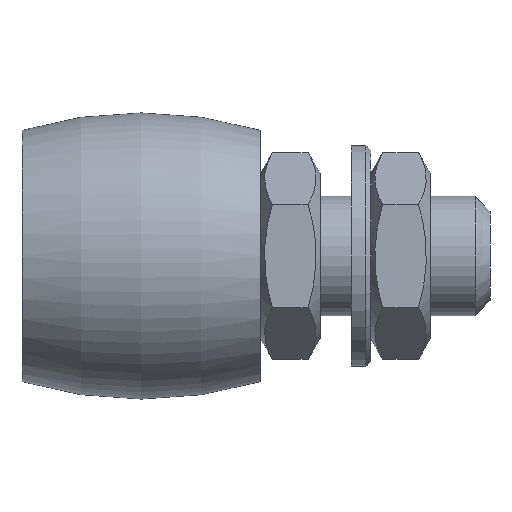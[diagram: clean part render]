
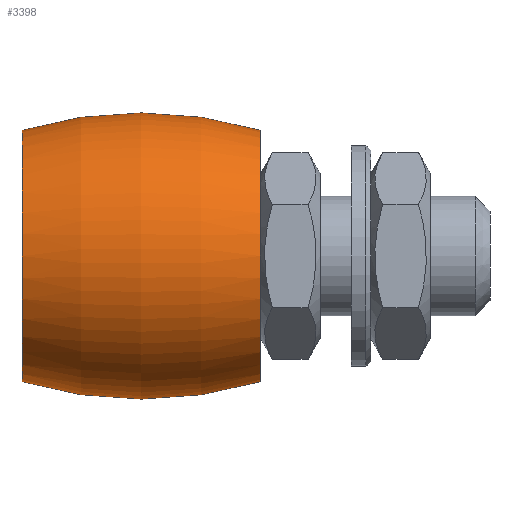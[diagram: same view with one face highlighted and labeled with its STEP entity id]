
A CAD part, left-side view. The second image highlights one B-rep face of the part: STEP entity #3398.
In plain terms, the highlighted toroidal (fillet/blend) face has major radius 46 mm and minor radius 70 mm.
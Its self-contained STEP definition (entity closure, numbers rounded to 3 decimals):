
#91 = AXIS2_PLACEMENT_3D ( 'NONE', #336, #2198, #3255 ) ;
#100 = CARTESIAN_POINT ( 'NONE',  ( 0., 20., -46. ) ) ;
#110 = AXIS2_PLACEMENT_3D ( 'NONE', #2541, #942, #2528 ) ;
#336 = CARTESIAN_POINT ( 'NONE',  ( 0., 40., 0. ) ) ;
#626 = DIRECTION ( 'NONE',  ( 0., 0., 1. ) ) ;
#689 = CARTESIAN_POINT ( 'NONE',  ( 0., 20., 46. ) ) ;
#703 = EDGE_CURVE ( 'NONE', #1975, #1227, #2359, .T. ) ;
#722 = EDGE_CURVE ( 'NONE', #1975, #2520, #1500, .T. ) ;
#749 = CARTESIAN_POINT ( 'NONE',  ( 0., 20., 0. ) ) ;
#936 = CARTESIAN_POINT ( 'NONE',  ( 0., 0., 21.082 ) ) ;
#942 = DIRECTION ( 'NONE',  ( 0., 1., 0. ) ) ;
#1053 = CIRCLE ( 'NONE', #2042, 70. ) ;
#1227 = VERTEX_POINT ( 'NONE', #2123 ) ;
#1245 = ORIENTED_EDGE ( 'NONE', *, *, #2451, .T. ) ;
#1500 = CIRCLE ( 'NONE', #110, 21.082 ) ;
#1610 = FACE_OUTER_BOUND ( 'NONE', #2080, .T. ) ;
#1727 = AXIS2_PLACEMENT_3D ( 'NONE', #689, #2789, #2255 ) ;
#1776 = ORIENTED_EDGE ( 'NONE', *, *, #703, .F. ) ;
#1840 = VERTEX_POINT ( 'NONE', #2189 ) ;
#1875 = EDGE_CURVE ( 'NONE', #2520, #1840, #1053, .T. ) ;
#1937 = TOROIDAL_SURFACE ( 'NONE', #2601, -46., 70. ) ;
#1958 = DIRECTION ( 'NONE',  ( 0., 0., -1. ) ) ;
#1964 = DIRECTION ( 'NONE',  ( -1., 0., 0. ) ) ;
#1975 = VERTEX_POINT ( 'NONE', #3001 ) ;
#2042 = AXIS2_PLACEMENT_3D ( 'NONE', #100, #1964, #626 ) ;
#2080 = EDGE_LOOP ( 'NONE', ( #2733, #2552, #1245, #1776 ) ) ;
#2123 = CARTESIAN_POINT ( 'NONE',  ( 0., 40., -21.082 ) ) ;
#2189 = CARTESIAN_POINT ( 'NONE',  ( 0., 40., 21.082 ) ) ;
#2198 = DIRECTION ( 'NONE',  ( 0., -1., 0. ) ) ;
#2255 = DIRECTION ( 'NONE',  ( 0., 0., -1. ) ) ;
#2359 = CIRCLE ( 'NONE', #1727, 70. ) ;
#2451 = EDGE_CURVE ( 'NONE', #1840, #1227, #2888, .T. ) ;
#2503 = DIRECTION ( 'NONE',  ( 0., 1., 0. ) ) ;
#2520 = VERTEX_POINT ( 'NONE', #936 ) ;
#2528 = DIRECTION ( 'NONE',  ( 0., 0., -1. ) ) ;
#2541 = CARTESIAN_POINT ( 'NONE',  ( 0., 0., 0. ) ) ;
#2552 = ORIENTED_EDGE ( 'NONE', *, *, #1875, .T. ) ;
#2601 = AXIS2_PLACEMENT_3D ( 'NONE', #749, #2503, #1958 ) ;
#2733 = ORIENTED_EDGE ( 'NONE', *, *, #722, .T. ) ;
#2789 = DIRECTION ( 'NONE',  ( 1., 0., 0. ) ) ;
#2888 = CIRCLE ( 'NONE', #91, 21.082 ) ;
#3001 = CARTESIAN_POINT ( 'NONE',  ( 0., 0., -21.082 ) ) ;
#3255 = DIRECTION ( 'NONE',  ( 0., 0., -1. ) ) ;
#3398 = ADVANCED_FACE ( 'NONE', ( #1610 ), #1937, .T. ) ;
